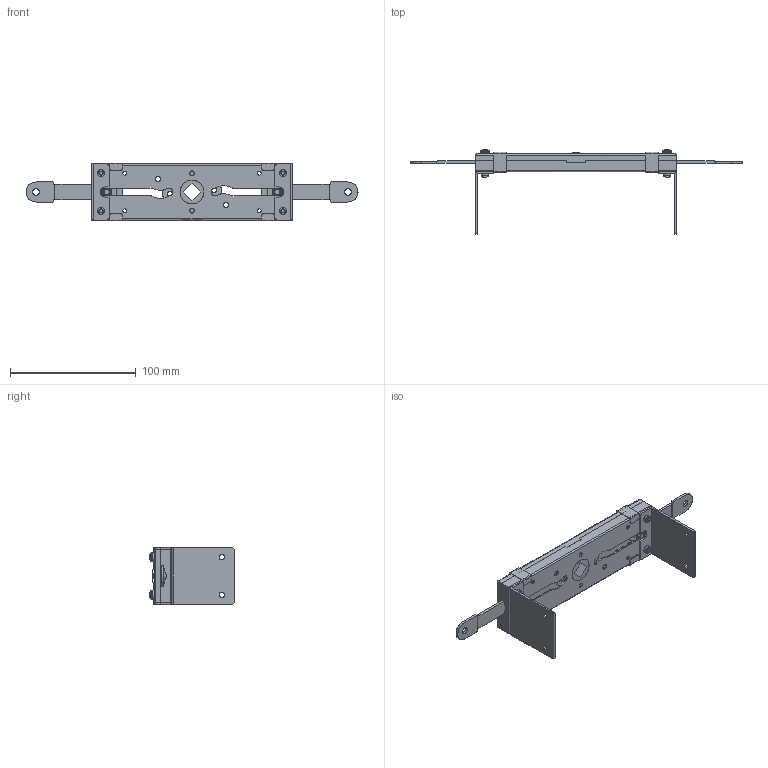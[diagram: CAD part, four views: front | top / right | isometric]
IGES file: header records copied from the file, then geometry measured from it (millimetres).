
Start section: SolidWorks IGES file using analytic representation for surfaces
Global section: file name: AC-1100-P-1-10.IGS,15; native system: HSolidWorks 2014; preprocessor: SolidWorks 2014; author: 0849sm; date: 191023.165640; units: millimetre
Bounding box: 264.4 x 67.55 x 46 mm (x, y, z)
Surface area: 60945.9 mm2 (no closed solid volume)
Topology: 0 solids, 0 shells, 648 faces, 10164 edges, 10164 vertices
Faces by surface type: revolution 338, bspline 310
